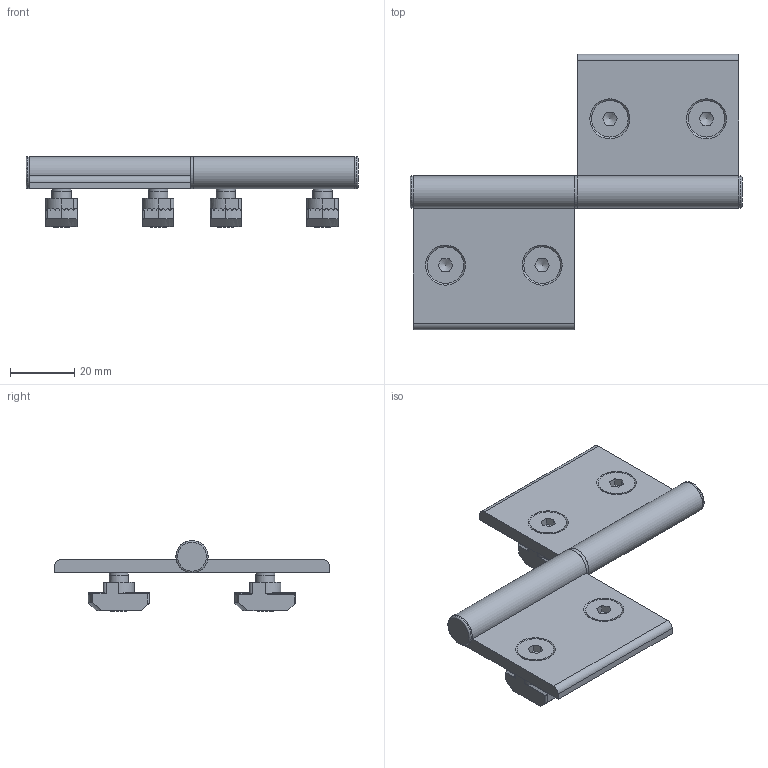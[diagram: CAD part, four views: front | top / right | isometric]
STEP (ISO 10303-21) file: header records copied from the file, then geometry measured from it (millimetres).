
FILE_DESCRIPTION(('STEP AP203'),'1');
FILE_NAME('SAFE10B1065.stp','2023-10-19T15:28:41',(' '),(' '),'Spatial InterOp 3D',' ',' ');
FILE_SCHEMA(('CONFIG_CONTROL_DESIGN'));
Length unit declared in the file: millimetre
Products named in the file (10): Kit de fixation - EcrouForceVsLigne; Vis FHC - M6x16; Ecrou tête rectangulaire 10 M6; Kit Charnière Al 45x45 PP0; Charnière Al 45x45 PP0; Bouchon_Charniere_Al; Demi_Charniere_Alu - 45x45 PP0; Axe_Charniere_Al
Assembly tree (14 placements, depth 4):
  Kit Charnière Al 45x45 PP0
    Kit de fixation - EcrouForceVsLigne  x4
      Vis FHC - M6x16
      Ecrou tête rectangulaire 10 M6
    Charnière Al 45x45 PP0
      Charnière Al 45x45 PP0
        Bouchon_Charniere_Al
        Demi_Charniere_Alu - 45x45 PP0
      Charnière Al 45x45 PP0
        Bouchon_Charniere_Al
        Demi_Charniere_Alu - 45x45 PP0
        Axe_Charniere_Al
Bounding box: 103 x 85.4 x 22 mm (x, y, z)
Volume: 27508.5 mm3; surface area: 20543.8 mm2
Topology: 13 solids, 13 shells, 405 faces, 1120 edges, 743 vertices
Faces by surface type: plane 314, cylinder 63, cone 18, bspline 8, torus 2
Full cylindrical faces by diameter (mm): 5 x4, 6 x10, 6.1 x2, 6.4 x4, 10 x3, 11.34 x4
Entity records: 5939 total; most frequent: CARTESIAN_POINT 762, DIRECTION 642, ORIENTED_EDGE 568, PROPERTY_DEFINITION_REPRESENTATION 292, GENERAL_PROPERTY_ASSOCIATION 292, PROPERTY_DEFINITION 292, REPRESENTATION 292, GENERAL_PROPERTY 292
